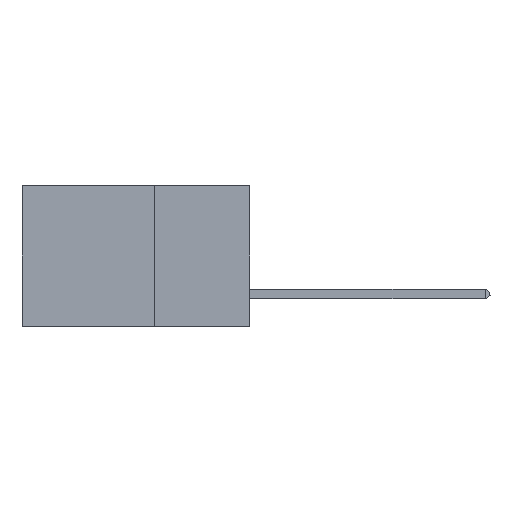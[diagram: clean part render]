
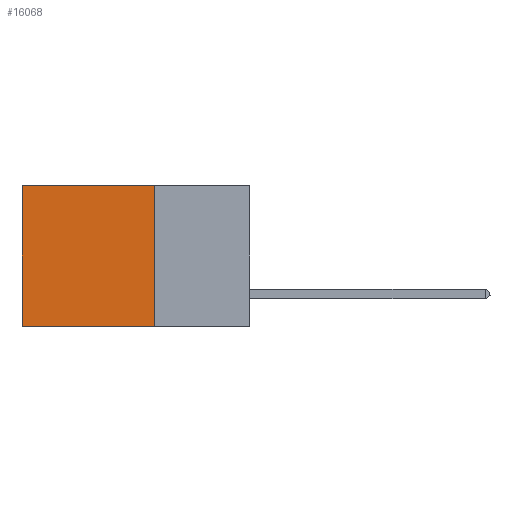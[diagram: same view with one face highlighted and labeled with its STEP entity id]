
A CAD part, left-side view. The second image highlights one B-rep face of the part: STEP entity #16068.
In plain terms, the highlighted planar face has unit normal (-1, 0, 0).
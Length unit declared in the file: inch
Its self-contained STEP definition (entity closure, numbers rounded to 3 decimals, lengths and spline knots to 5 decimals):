
#415 = EDGE_CURVE ( 'NONE', #17649, #5636, #13296, .T. ) ;
#1343 = DIRECTION ( 'NONE',  ( 0., 0., -1. ) ) ;
#1408 = EDGE_CURVE ( 'NONE', #8845, #6435, #11566, .T. ) ;
#1836 = ORIENTED_EDGE ( 'NONE', *, *, #415, .F. ) ;
#2455 = CARTESIAN_POINT ( 'NONE',  ( 0.2875, 0.25, 0. ) ) ;
#3136 = CARTESIAN_POINT ( 'NONE',  ( 0.2875, 0.25, -0.37 ) ) ;
#3968 = CARTESIAN_POINT ( 'NONE',  ( 0.2875, 0.6, -0.37 ) ) ;
#5391 = CARTESIAN_POINT ( 'NONE',  ( 0.2875, 0.25, 0. ) ) ;
#5636 = VERTEX_POINT ( 'NONE', #3136 ) ;
#6435 = VERTEX_POINT ( 'NONE', #3968 ) ;
#7319 = ORIENTED_EDGE ( 'NONE', *, *, #14362, .F. ) ;
#7367 = LINE ( 'NONE', #5391, #19928 ) ;
#8845 = VERTEX_POINT ( 'NONE', #19682 ) ;
#9163 = VECTOR ( 'NONE', #22315, 39.37008 ) ;
#9880 = DIRECTION ( 'NONE',  ( 1., 0., 0. ) ) ;
#10027 = EDGE_LOOP ( 'NONE', ( #16701, #7319, #1836, #20704 ) ) ;
#10434 = AXIS2_PLACEMENT_3D ( 'NONE', #2455, #9880, #18791 ) ;
#11566 = LINE ( 'NONE', #17862, #23225 ) ;
#11631 = CARTESIAN_POINT ( 'NONE',  ( 0.2875, 0.25, 0. ) ) ;
#13296 = LINE ( 'NONE', #15094, #23216 ) ;
#13519 = LINE ( 'NONE', #22154, #9163 ) ;
#14263 = FACE_OUTER_BOUND ( 'NONE', #10027, .T. ) ;
#14333 = EDGE_CURVE ( 'NONE', #17649, #8845, #7367, .T. ) ;
#14362 = EDGE_CURVE ( 'NONE', #5636, #6435, #13519, .T. ) ;
#15094 = CARTESIAN_POINT ( 'NONE',  ( 0.2875, 0.25, 0. ) ) ;
#16068 = ADVANCED_FACE ( 'NONE', ( #14263 ), #17195, .F. ) ;
#16344 = DIRECTION ( 'NONE',  ( 0., 0., -1. ) ) ;
#16701 = ORIENTED_EDGE ( 'NONE', *, *, #1408, .T. ) ;
#17195 = PLANE ( 'NONE',  #10434 ) ;
#17649 = VERTEX_POINT ( 'NONE', #11631 ) ;
#17862 = CARTESIAN_POINT ( 'NONE',  ( 0.2875, 0.6, 0. ) ) ;
#18791 = DIRECTION ( 'NONE',  ( 0., 0., -1. ) ) ;
#19682 = CARTESIAN_POINT ( 'NONE',  ( 0.2875, 0.6, 0. ) ) ;
#19928 = VECTOR ( 'NONE', #22234, 39.37008 ) ;
#20704 = ORIENTED_EDGE ( 'NONE', *, *, #14333, .T. ) ;
#22154 = CARTESIAN_POINT ( 'NONE',  ( 0.2875, 0.25, -0.37 ) ) ;
#22234 = DIRECTION ( 'NONE',  ( 0., 1., 0. ) ) ;
#22315 = DIRECTION ( 'NONE',  ( 0., 1., 0. ) ) ;
#23216 = VECTOR ( 'NONE', #16344, 39.37008 ) ;
#23225 = VECTOR ( 'NONE', #1343, 39.37008 ) ;
